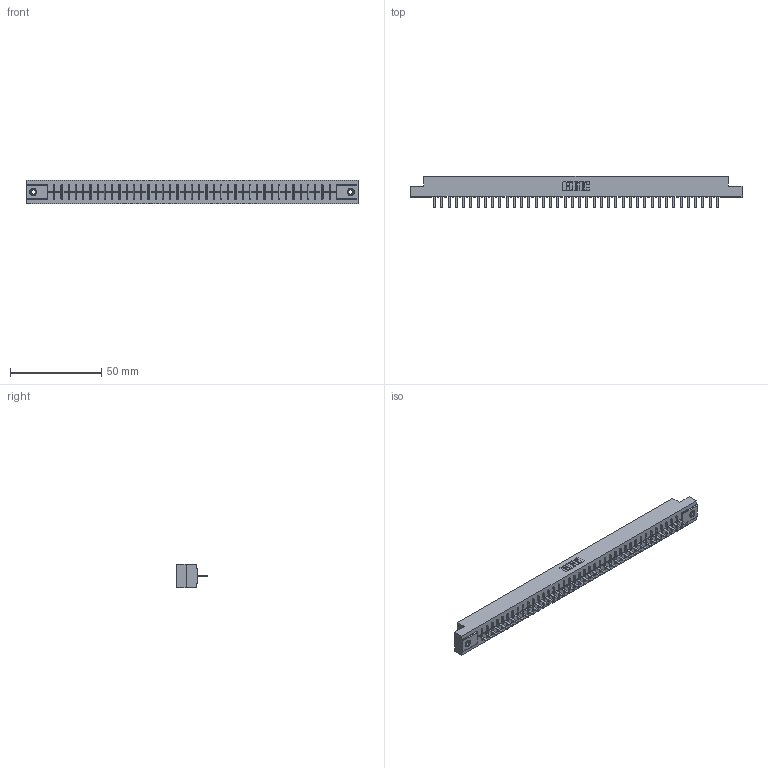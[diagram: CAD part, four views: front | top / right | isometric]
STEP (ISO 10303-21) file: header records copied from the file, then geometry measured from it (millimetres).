
FILE_DESCRIPTION (( 'STEP AP203' ), '1' );
FILE_NAME ('316-040-420-107.STEP', '2020-09-23T06:41:59', ( '' ), ( '' ), 'SwSTEP 2.0', 'SolidWorks 2020', '' );
FILE_SCHEMA (( 'CONFIG_CONTROL_DESIGN' ));
Length unit declared in the file: inch
Products named in the file (4): 306-290-001_120; 316-040-420-107; 345-250-001_345-250-005-103; 306 Part_.156 Dia
Assembly tree (43 placements, depth 2):
  316-040-420-107
    306 Part_.156 Dia
    306-290-001_120  x40
    345-250-001_345-250-005-103  x2
Bounding box: 181.51 x 17.12 x 12.7 mm (x, y, z)
Volume: 20054.6 mm3; surface area: 20601.7 mm2
Topology: 43 solids, 43 shells, 2976 faces, 8332 edges, 5332 vertices
Faces by surface type: plane 1980, cylinder 820, sphere 160, cone 12, torus 4
Entity records: 38702 total; most frequent: CARTESIAN_POINT 6478, ORIENTED_EDGE 6416, DIRECTION 6396, EDGE_CURVE 3208, LINE 2508, VECTOR 2508, VERTEX_POINT 2026, AXIS2_PLACEMENT_3D 1944
